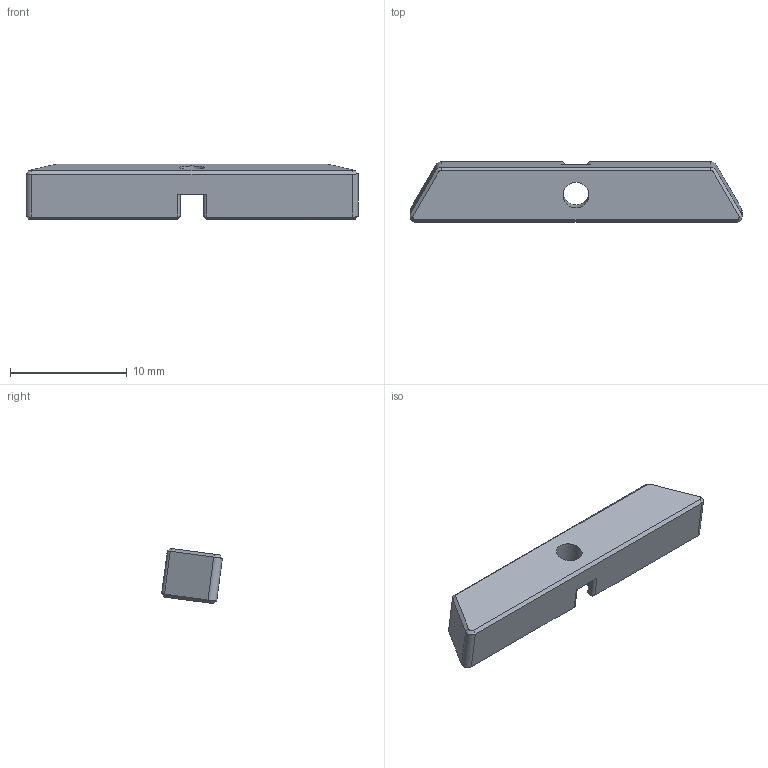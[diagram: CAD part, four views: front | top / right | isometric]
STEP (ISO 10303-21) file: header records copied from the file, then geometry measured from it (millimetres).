
FILE_DESCRIPTION(/* description */ (''),/* implementation_level */ '2;1');
FILE_NAME(/* name */ 'Clamp.step',/* time_stamp */ '2022-02-20T20:15:47-08:00',/* author */ (''),/* organization */ (''),/* preprocessor_version */ 'ST-DEVELOPER v18.1',/* originating_system */ 'Autodesk Translation Framework v10.13.0.1454',/* authorisation */ '');
FILE_SCHEMA (('AUTOMOTIVE_DESIGN { 1 0 10303 214 3 1 1 }'));
Length unit declared in the file: millimetre
Products named in the file (1): Clamp
Bounding box: 28.4 x 5.19 x 4.72 mm (x, y, z)
Volume: 481.5 mm3; surface area: 512.5 mm2
Topology: 1 solids, 1 shells, 59 faces, 139 edges, 74 vertices
Faces by surface type: plane 26, cone 18, cylinder 15
Full cylindrical faces by diameter (mm): 2.2 x1
Entity records: 1618 total; most frequent: DIRECTION 291, CARTESIAN_POINT 265, ORIENTED_EDGE 262, EDGE_CURVE 131, AXIS2_PLACEMENT_3D 100, LINE 91, VECTOR 91, VERTEX_POINT 74
